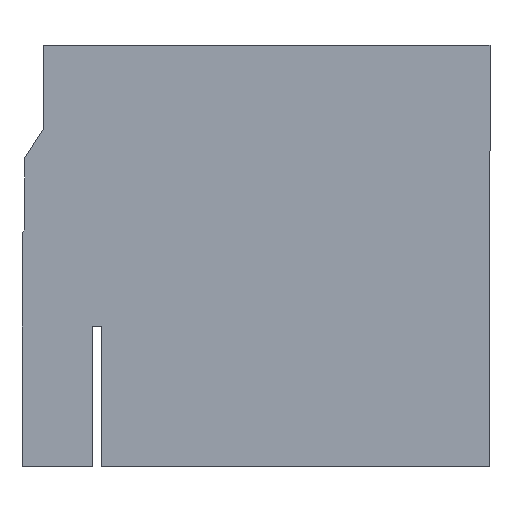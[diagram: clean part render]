
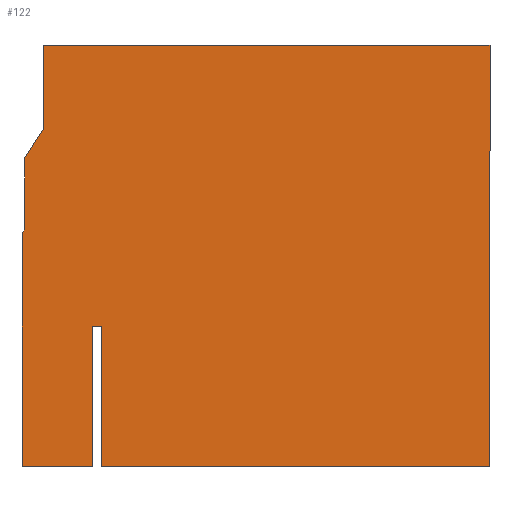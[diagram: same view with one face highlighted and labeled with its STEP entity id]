
A CAD part, top view. The second image highlights one B-rep face of the part: STEP entity #122.
In plain terms, the highlighted planar face has unit normal (0, 0, 1).
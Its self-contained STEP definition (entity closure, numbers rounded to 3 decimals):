
#1 = CARTESIAN_POINT ( 'NONE',  ( 17., -50., 0. ) ) ;
#2 = DIRECTION ( 'NONE',  ( 0., 0., -1. ) ) ;
#4 = CARTESIAN_POINT ( 'NONE',  ( 0.328, 0.24, 0. ) ) ;
#5 = ORIENTED_EDGE ( 'NONE', *, *, #60, .T. ) ;
#6 = CARTESIAN_POINT ( 'NONE',  ( 4.5, 40., 0. ) ) ;
#7 = CARTESIAN_POINT ( 'NONE',  ( 0.287, 0.184, 0. ) ) ;
#8 = B_SPLINE_CURVE_WITH_KNOTS ( 'NONE', 4,
 ( #142, #17, #70, #125, #137, #79, #41, #139, #4, #7, #108, #126, #9, #15, #57, #14, #58, #93, #28, #167, #44, #96, #27 ),
 .UNSPECIFIED., .F., .F.,
 ( 5, 1, 1, 1, 1, 1, 1, 1, 1, 1, 1, 1, 1, 1, 1, 1, 1, 1, 1, 5 ),
 ( 0.05, 0.067, 0.13, 0.193, 0.256, 0.319, 0.383, 0.446, 0.502, 0.533, 0.565, 0.597, 0.621, 0.642, 0.663, 0.68, 0.695, 0.711, 0.727, 0.743 ),
 .UNSPECIFIED. ) ;
#9 = CARTESIAN_POINT ( 'NONE',  ( 0.188, 0.08, 0. ) ) ;
#10 = VECTOR ( 'NONE', #89, 1000. ) ;
#11 = CARTESIAN_POINT ( 'NONE',  ( 100., -50., 0. ) ) ;
#12 = EDGE_CURVE ( 'NONE', #162, #31, #69, .T. ) ;
#13 = CARTESIAN_POINT ( 'NONE',  ( 17., -20., 0. ) ) ;
#14 = CARTESIAN_POINT ( 'NONE',  ( 0.113, 0.028, 0. ) ) ;
#15 = CARTESIAN_POINT ( 'NONE',  ( 0.161, 0.058, 0. ) ) ;
#16 = ORIENTED_EDGE ( 'NONE', *, *, #164, .T. ) ;
#17 = CARTESIAN_POINT ( 'NONE',  ( 0.541, 0.644, 0. ) ) ;
#18 = EDGE_CURVE ( 'NONE', #102, #82, #42, .T. ) ;
#20 = CARTESIAN_POINT ( 'NONE',  ( 4.5, 40., 0. ) ) ;
#22 = DIRECTION ( 'NONE',  ( -0.543, -0.84, 0. ) ) ;
#27 = CARTESIAN_POINT ( 'NONE',  ( 0., 0., 0. ) ) ;
#28 = CARTESIAN_POINT ( 'NONE',  ( 0.049, 0.005, 0. ) ) ;
#29 = VECTOR ( 'NONE', #22, 1000. ) ;
#30 = VERTEX_POINT ( 'NONE', #107 ) ;
#31 = VERTEX_POINT ( 'NONE', #169 ) ;
#32 = CARTESIAN_POINT ( 'NONE',  ( -0.375, 1.046, 0. ) ) ;
#34 = CARTESIAN_POINT ( 'NONE',  ( 15., -50., 0. ) ) ;
#35 = DIRECTION ( 'NONE',  ( -1., 0., 0. ) ) ;
#36 = DIRECTION ( 'NONE',  ( -1., 0., 0. ) ) ;
#37 = VECTOR ( 'NONE', #80, 1000. ) ;
#39 = DIRECTION ( 'NONE',  ( 1., 0., 0. ) ) ;
#40 = EDGE_CURVE ( 'NONE', #141, #43, #8, .T. ) ;
#41 = CARTESIAN_POINT ( 'NONE',  ( 0.411, 0.376, 0. ) ) ;
#42 = LINE ( 'NONE', #66, #148 ) ;
#43 = VERTEX_POINT ( 'NONE', #140 ) ;
#44 = CARTESIAN_POINT ( 'NONE',  ( 0.013, 0., 0. ) ) ;
#46 = CARTESIAN_POINT ( 'NONE',  ( 4.5, 22., 0. ) ) ;
#47 = CARTESIAN_POINT ( 'NONE',  ( 0., 0., 0. ) ) ;
#48 = DIRECTION ( 'NONE',  ( 0., -1., 0. ) ) ;
#49 = AXIS2_PLACEMENT_3D ( 'NONE', #32, #159, #158 ) ;
#50 = VERTEX_POINT ( 'NONE', #13 ) ;
#53 = LINE ( 'NONE', #165, #76 ) ;
#54 = VERTEX_POINT ( 'NONE', #94 ) ;
#55 = ORIENTED_EDGE ( 'NONE', *, *, #40, .T. ) ;
#57 = CARTESIAN_POINT ( 'NONE',  ( 0.135, 0.041, 0. ) ) ;
#58 = CARTESIAN_POINT ( 'NONE',  ( 0.09, 0.018, 0. ) ) ;
#59 = CARTESIAN_POINT ( 'NONE',  ( 0.625, 16., 0. ) ) ;
#60 = EDGE_CURVE ( 'NONE', #31, #50, #53, .T. ) ;
#61 = VECTOR ( 'NONE', #35, 1000. ) ;
#62 = LINE ( 'NONE', #1, #130 ) ;
#64 = VERTEX_POINT ( 'NONE', #67 ) ;
#66 = CARTESIAN_POINT ( 'NONE',  ( 100., -50., 0. ) ) ;
#67 = CARTESIAN_POINT ( 'NONE',  ( 17., -50., 0. ) ) ;
#68 = CARTESIAN_POINT ( 'NONE',  ( 100., 40., 0. ) ) ;
#69 = LINE ( 'NONE', #83, #81 ) ;
#70 = CARTESIAN_POINT ( 'NONE',  ( 0.531, 0.62, 0. ) ) ;
#71 = VECTOR ( 'NONE', #73, 1000. ) ;
#72 = EDGE_CURVE ( 'NONE', #43, #30, #121, .T. ) ;
#73 = DIRECTION ( 'NONE',  ( 0., -1., 0. ) ) ;
#75 = DIRECTION ( 'NONE',  ( 1., 0., 0. ) ) ;
#76 = VECTOR ( 'NONE', #39, 1000. ) ;
#78 = DIRECTION ( 'NONE',  ( 0., 1., 0. ) ) ;
#79 = CARTESIAN_POINT ( 'NONE',  ( 0.448, 0.445, 0. ) ) ;
#80 = DIRECTION ( 'NONE',  ( 0., -1., 0. ) ) ;
#81 = VECTOR ( 'NONE', #78, 1000. ) ;
#82 = VERTEX_POINT ( 'NONE', #68 ) ;
#83 = CARTESIAN_POINT ( 'NONE',  ( 15., -50., 0. ) ) ;
#84 = DIRECTION ( 'NONE',  ( 1., 0., 0. ) ) ;
#85 = EDGE_CURVE ( 'NONE', #150, #166, #123, .T. ) ;
#87 = CARTESIAN_POINT ( 'NONE',  ( 17., -20., 0. ) ) ;
#88 = CARTESIAN_POINT ( 'NONE',  ( 0., -50., 0. ) ) ;
#89 = DIRECTION ( 'NONE',  ( 0., -1., 0. ) ) ;
#90 = EDGE_CURVE ( 'NONE', #166, #54, #155, .T. ) ;
#92 = ORIENTED_EDGE ( 'NONE', *, *, #133, .T. ) ;
#93 = CARTESIAN_POINT ( 'NONE',  ( 0.07, 0.011, 0. ) ) ;
#94 = CARTESIAN_POINT ( 'NONE',  ( 0.625, 16., 0. ) ) ;
#95 = ORIENTED_EDGE ( 'NONE', *, *, #72, .T. ) ;
#96 = CARTESIAN_POINT ( 'NONE',  ( 0.004, 0., 0. ) ) ;
#102 = VERTEX_POINT ( 'NONE', #11 ) ;
#105 = ORIENTED_EDGE ( 'NONE', *, *, #18, .T. ) ;
#106 = DIRECTION ( 'NONE',  ( 0., 1., 0. ) ) ;
#107 = CARTESIAN_POINT ( 'NONE',  ( 0., -50., 0. ) ) ;
#108 = CARTESIAN_POINT ( 'NONE',  ( 0.25, 0.14, 0. ) ) ;
#109 = ORIENTED_EDGE ( 'NONE', *, *, #85, .T. ) ;
#110 = ORIENTED_EDGE ( 'NONE', *, *, #171, .T. ) ;
#111 = CARTESIAN_POINT ( 'NONE',  ( 4.5, 22., 0. ) ) ;
#112 = LINE ( 'NONE', #59, #10 ) ;
#115 = LINE ( 'NONE', #88, #144 ) ;
#120 = ORIENTED_EDGE ( 'NONE', *, *, #157, .T. ) ;
#121 = LINE ( 'NONE', #151, #37 ) ;
#122 = ADVANCED_FACE ( 'NONE', ( #132 ), #145, .F. ) ;
#123 = LINE ( 'NONE', #6, #127 ) ;
#125 = CARTESIAN_POINT ( 'NONE',  ( 0.511, 0.576, 0. ) ) ;
#126 = CARTESIAN_POINT ( 'NONE',  ( 0.216, 0.105, 0. ) ) ;
#127 = VECTOR ( 'NONE', #48, 1000. ) ;
#130 = VECTOR ( 'NONE', #75, 1000. ) ;
#131 = CARTESIAN_POINT ( 'NONE',  ( 0.543, 0.65, 0. ) ) ;
#132 = FACE_OUTER_BOUND ( 'NONE', #136, .T. ) ;
#133 = EDGE_CURVE ( 'NONE', #64, #102, #62, .T. ) ;
#134 = ORIENTED_EDGE ( 'NONE', *, *, #138, .T. ) ;
#135 = AXIS2_PLACEMENT_3D ( 'NONE', #47, #2, #36 ) ;
#136 = EDGE_LOOP ( 'NONE', ( #154, #55, #95, #120, #163, #5, #110, #92, #105, #16, #109, #152, #134 ) ) ;
#137 = CARTESIAN_POINT ( 'NONE',  ( 0.485, 0.52, 0. ) ) ;
#138 = EDGE_CURVE ( 'NONE', #54, #168, #112, .T. ) ;
#139 = CARTESIAN_POINT ( 'NONE',  ( 0.37, 0.305, 0. ) ) ;
#140 = CARTESIAN_POINT ( 'NONE',  ( 0., 0., 0. ) ) ;
#141 = VERTEX_POINT ( 'NONE', #131 ) ;
#142 = CARTESIAN_POINT ( 'NONE',  ( 0.543, 0.65, 0. ) ) ;
#143 = LINE ( 'NONE', #146, #61 ) ;
#144 = VECTOR ( 'NONE', #84, 1000. ) ;
#145 = PLANE ( 'NONE',  #135 ) ;
#146 = CARTESIAN_POINT ( 'NONE',  ( 100., 40., 0. ) ) ;
#148 = VECTOR ( 'NONE', #106, 1000. ) ;
#149 = EDGE_CURVE ( 'NONE', #168, #141, #153, .T. ) ;
#150 = VERTEX_POINT ( 'NONE', #20 ) ;
#151 = CARTESIAN_POINT ( 'NONE',  ( 0., 0., 0. ) ) ;
#152 = ORIENTED_EDGE ( 'NONE', *, *, #90, .T. ) ;
#153 = CIRCLE ( 'NONE', #49, 1. ) ;
#154 = ORIENTED_EDGE ( 'NONE', *, *, #149, .T. ) ;
#155 = LINE ( 'NONE', #111, #29 ) ;
#157 = EDGE_CURVE ( 'NONE', #30, #162, #115, .T. ) ;
#158 = DIRECTION ( 'NONE',  ( -1., 0., 0. ) ) ;
#159 = DIRECTION ( 'NONE',  ( 0., 0., -1. ) ) ;
#162 = VERTEX_POINT ( 'NONE', #34 ) ;
#163 = ORIENTED_EDGE ( 'NONE', *, *, #12, .T. ) ;
#164 = EDGE_CURVE ( 'NONE', #82, #150, #143, .T. ) ;
#165 = CARTESIAN_POINT ( 'NONE',  ( 15., -20., 0. ) ) ;
#166 = VERTEX_POINT ( 'NONE', #46 ) ;
#167 = CARTESIAN_POINT ( 'NONE',  ( 0.032, 0.002, 0. ) ) ;
#168 = VERTEX_POINT ( 'NONE', #170 ) ;
#169 = CARTESIAN_POINT ( 'NONE',  ( 15., -20., 0. ) ) ;
#170 = CARTESIAN_POINT ( 'NONE',  ( 0.625, 1.046, 0. ) ) ;
#171 = EDGE_CURVE ( 'NONE', #50, #64, #172, .T. ) ;
#172 = LINE ( 'NONE', #87, #71 ) ;
